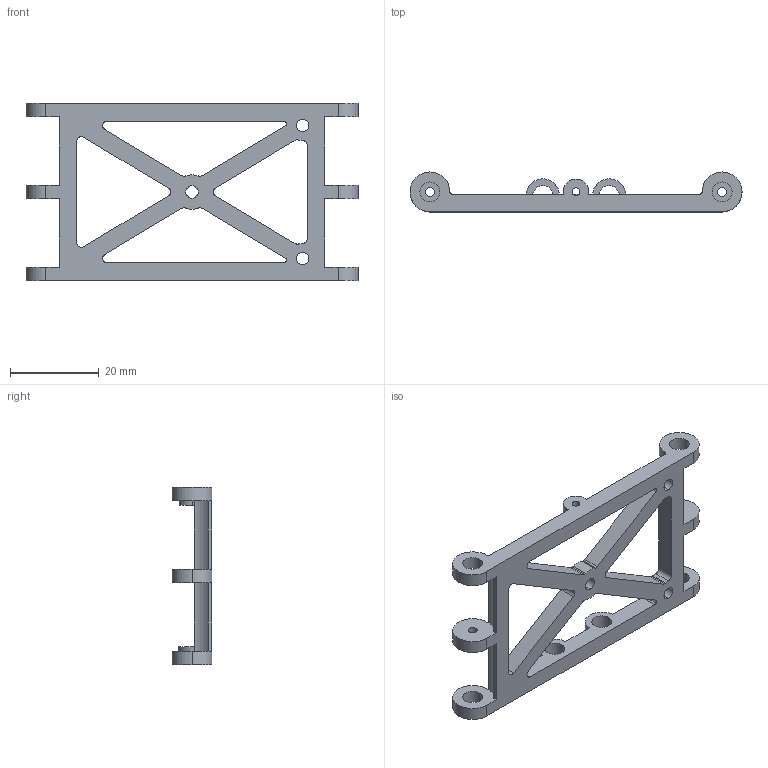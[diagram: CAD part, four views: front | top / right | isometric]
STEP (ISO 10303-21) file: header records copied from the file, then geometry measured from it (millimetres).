
FILE_DESCRIPTION (( 'STEP AP214' ), '1' );
FILE_NAME ('Plate_Front.STEP', '2024-04-23T22:35:56', ( '' ), ( '' ), 'SwSTEP 2.0', 'SolidWorks 2024', '' );
FILE_SCHEMA (( 'AUTOMOTIVE_DESIGN' ));
Length unit declared in the file: millimetre
Products named in the file (1): Plate_Front
Bounding box: 75 x 9 x 40 mm (x, y, z)
Volume: 5550.6 mm3; surface area: 5936.9 mm2
Topology: 1 solids, 1 shells, 104 faces, 312 edges, 208 vertices
Faces by surface type: cylinder 75, plane 29
Entity records: 3673 total; most frequent: DIRECTION 672, CARTESIAN_POINT 625, ORIENTED_EDGE 624, EDGE_CURVE 312, AXIS2_PLACEMENT_3D 255, VERTEX_POINT 208, VECTOR 162, LINE 162
